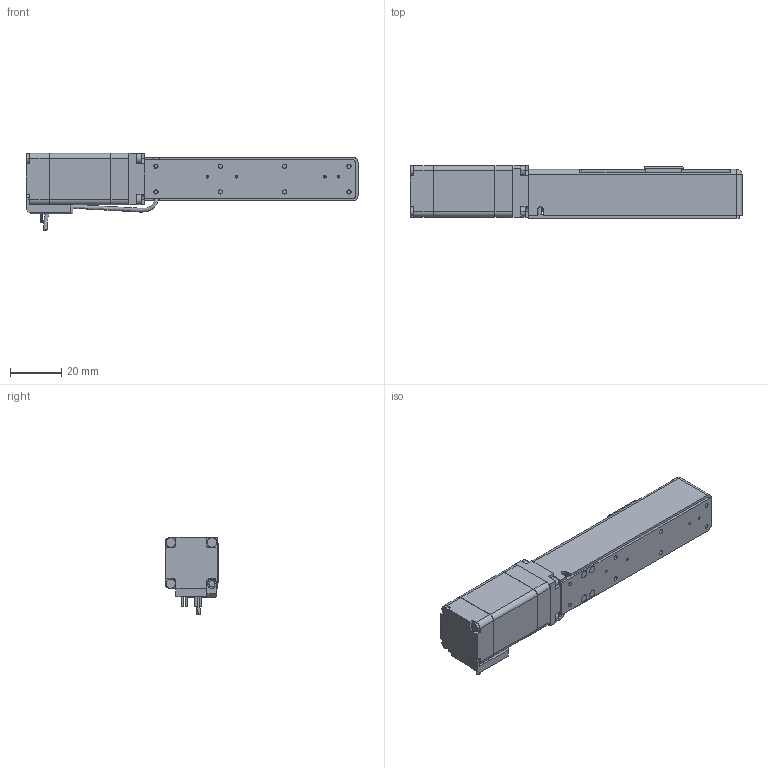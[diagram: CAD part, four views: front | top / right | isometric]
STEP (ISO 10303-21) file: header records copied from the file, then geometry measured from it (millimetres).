
FILE_DESCRIPTION (( 'STEP AP214' ), '1' );
FILE_NAME ('MLS-20-22010.STEP', '2024-07-24T14:59:15', ( '' ), ( '' ), 'SwSTEP 2.0', 'SolidWorks 2023', '' );
FILE_SCHEMA (( 'AUTOMOTIVE_DESIGN' ));
Length unit declared in the file: millimetre
Products named in the file (5): TM15-40A_XS10E110_23791-0214_Base; 431859 MLS-20, Limit Switch Cover; TM15-40A_XS10E110_23791-0214_Carriage ; MLS-20-22010; Limit Cable
Assembly tree (4 placements, depth 2):
  MLS-20-22010
    TM15-40A_XS10E110_23791-0214_Base
    TM15-40A_XS10E110_23791-0214_Carriage 
    431859 MLS-20, Limit Switch Cover
    Limit Cable
Bounding box: 129 x 20.5 x 30.04 mm (x, y, z)
Volume: 3581.1 mm3; surface area: 22616 mm2
Topology: 3 solids, 30 shells, 1028 faces, 2650 edges, 1696 vertices
Faces by surface type: plane 587, cylinder 309, bspline 54, torus 50, cone 16, sphere 12
Entity records: 39934 total; most frequent: CARTESIAN_POINT 18940, ORIENTED_EDGE 5234, DIRECTION 2688, EDGE_CURVE 2628, B_SPLINE_CURVE_WITH_KNOTS 1931, VERTEX_POINT 1696, EDGE_LOOP 1133, AXIS2_PLACEMENT_3D 1113
